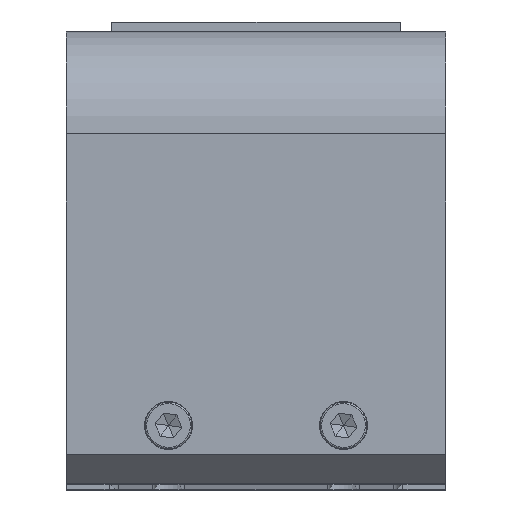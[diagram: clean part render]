
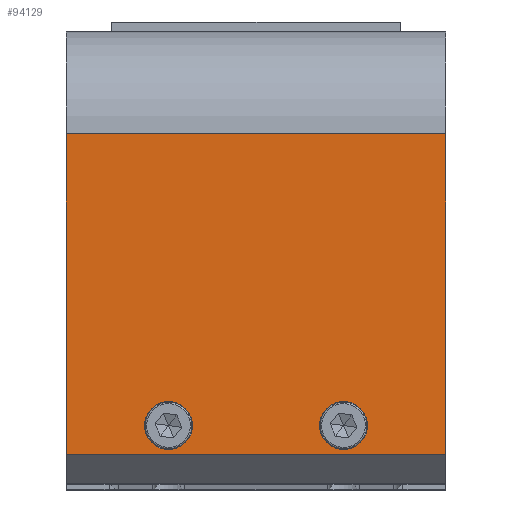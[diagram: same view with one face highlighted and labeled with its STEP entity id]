
A CAD part, top view. The second image highlights one B-rep face of the part: STEP entity #94129.
In plain terms, the highlighted planar face has unit normal (0, 0, 1).
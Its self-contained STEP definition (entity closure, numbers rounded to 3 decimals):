
#12767 = CARTESIAN_POINT ( 'NONE',  ( 105.217, 207.762, 762.525 ) ) ;
#14228 = DIRECTION ( 'NONE',  ( -1., 0., 0. ) ) ;
#18367 = FACE_OUTER_BOUND ( 'NONE', #90549, .T. ) ;
#19724 = CARTESIAN_POINT ( 'NONE',  ( 173.467, 207.762, 762.525 ) ) ;
#22639 = EDGE_CURVE ( 'NONE', #107857, #27805, #144893, .T. ) ;
#23042 = ORIENTED_EDGE ( 'NONE', *, *, #45648, .F. ) ;
#23291 = DIRECTION ( 'NONE',  ( 0., 0., -1. ) ) ;
#25281 = VERTEX_POINT ( 'NONE', #77343 ) ;
#25470 = EDGE_CURVE ( 'NONE', #32733, #85129, #75477, .T. ) ;
#27805 = VERTEX_POINT ( 'NONE', #12767 ) ;
#31049 = ORIENTED_EDGE ( 'NONE', *, *, #22639, .F. ) ;
#32733 = VERTEX_POINT ( 'NONE', #142301 ) ;
#33215 = CIRCLE ( 'NONE', #121995, 8.25 ) ;
#35770 = CARTESIAN_POINT ( 'NONE',  ( 173.467, 207.762, 762.525 ) ) ;
#36509 = CARTESIAN_POINT ( 'NONE',  ( 121.717, 207.762, 762.525 ) ) ;
#37004 = VECTOR ( 'NONE', #37642, 1000. ) ;
#37642 = DIRECTION ( 'NONE',  ( 0., -1., 0. ) ) ;
#40940 = VERTEX_POINT ( 'NONE', #92466 ) ;
#42881 = DIRECTION ( 'NONE',  ( 1., 0., 0. ) ) ;
#43257 = EDGE_CURVE ( 'NONE', #27805, #107857, #157232, .T. ) ;
#43703 = CARTESIAN_POINT ( 'NONE',  ( 113.467, 207.762, 762.525 ) ) ;
#45648 = EDGE_CURVE ( 'NONE', #123516, #147824, #160469, .T. ) ;
#47281 = VECTOR ( 'NONE', #14228, 1000. ) ;
#47615 = ORIENTED_EDGE ( 'NONE', *, *, #43257, .F. ) ;
#47655 = DIRECTION ( 'NONE',  ( 0., 0., 1. ) ) ;
#48347 = DIRECTION ( 'NONE',  ( 1., 0., 0. ) ) ;
#51962 = ORIENTED_EDGE ( 'NONE', *, *, #116074, .F. ) ;
#53237 = CARTESIAN_POINT ( 'NONE',  ( 113.467, 207.762, 762.525 ) ) ;
#61392 = CARTESIAN_POINT ( 'NONE',  ( 78.467, 197.762, 762.525 ) ) ;
#62876 = CARTESIAN_POINT ( 'NONE',  ( 78.467, 197.762, 762.525 ) ) ;
#63994 = ORIENTED_EDGE ( 'NONE', *, *, #112661, .F. ) ;
#64589 = CARTESIAN_POINT ( 'NONE',  ( 208.467, 307.762, 762.525 ) ) ;
#64769 = CARTESIAN_POINT ( 'NONE',  ( 208.467, 197.762, 762.525 ) ) ;
#70191 = EDGE_LOOP ( 'NONE', ( #31049, #47615 ) ) ;
#70375 = CARTESIAN_POINT ( 'NONE',  ( 208.467, 197.762, 762.525 ) ) ;
#72845 = VECTOR ( 'NONE', #137361, 1000. ) ;
#75477 = LINE ( 'NONE', #62876, #37004 ) ;
#76340 = DIRECTION ( 'NONE',  ( -1., 0., 0. ) ) ;
#76700 = LINE ( 'NONE', #86142, #72845 ) ;
#76926 = AXIS2_PLACEMENT_3D ( 'NONE', #19724, #98958, #162847 ) ;
#77343 = CARTESIAN_POINT ( 'NONE',  ( 181.717, 207.762, 762.525 ) ) ;
#82389 = FACE_BOUND ( 'NONE', #70191, .T. ) ;
#83993 = ORIENTED_EDGE ( 'NONE', *, *, #25470, .T. ) ;
#85129 = VERTEX_POINT ( 'NONE', #61392 ) ;
#85465 = DIRECTION ( 'NONE',  ( 0., 0., 1. ) ) ;
#86142 = CARTESIAN_POINT ( 'NONE',  ( 208.467, 307.762, 762.525 ) ) ;
#90549 = EDGE_LOOP ( 'NONE', ( #83993, #51962, #23042, #127407 ) ) ;
#92466 = CARTESIAN_POINT ( 'NONE',  ( 165.217, 207.762, 762.525 ) ) ;
#94129 = ADVANCED_FACE ( 'NONE', ( #82389, #133685, #18367 ), #159781, .F. ) ;
#95804 = DIRECTION ( 'NONE',  ( 0., -1., 0. ) ) ;
#95968 = DIRECTION ( 'NONE',  ( 0., 0., 1. ) ) ;
#98958 = DIRECTION ( 'NONE',  ( 0., 0., 1. ) ) ;
#102771 = LINE ( 'NONE', #142256, #47281 ) ;
#103455 = AXIS2_PLACEMENT_3D ( 'NONE', #53237, #47655, #151997 ) ;
#107857 = VERTEX_POINT ( 'NONE', #36509 ) ;
#112661 = EDGE_CURVE ( 'NONE', #25281, #40940, #33215, .T. ) ;
#116074 = EDGE_CURVE ( 'NONE', #147824, #85129, #102771, .T. ) ;
#121995 = AXIS2_PLACEMENT_3D ( 'NONE', #35770, #85465, #48347 ) ;
#123516 = VERTEX_POINT ( 'NONE', #64589 ) ;
#127407 = ORIENTED_EDGE ( 'NONE', *, *, #142460, .T. ) ;
#128467 = EDGE_CURVE ( 'NONE', #40940, #25281, #149487, .T. ) ;
#129648 = AXIS2_PLACEMENT_3D ( 'NONE', #138640, #23291, #76340 ) ;
#133685 = FACE_BOUND ( 'NONE', #142218, .T. ) ;
#137361 = DIRECTION ( 'NONE',  ( -1., 0., 0. ) ) ;
#138640 = CARTESIAN_POINT ( 'NONE',  ( 208.467, 197.762, 762.525 ) ) ;
#142218 = EDGE_LOOP ( 'NONE', ( #63994, #147728 ) ) ;
#142256 = CARTESIAN_POINT ( 'NONE',  ( 208.467, 197.762, 762.525 ) ) ;
#142301 = CARTESIAN_POINT ( 'NONE',  ( 78.467, 307.762, 762.525 ) ) ;
#142460 = EDGE_CURVE ( 'NONE', #123516, #32733, #76700, .T. ) ;
#144893 = CIRCLE ( 'NONE', #147497, 8.25 ) ;
#147497 = AXIS2_PLACEMENT_3D ( 'NONE', #43703, #95968, #42881 ) ;
#147728 = ORIENTED_EDGE ( 'NONE', *, *, #128467, .F. ) ;
#147824 = VERTEX_POINT ( 'NONE', #64769 ) ;
#149487 = CIRCLE ( 'NONE', #76926, 8.25 ) ;
#151997 = DIRECTION ( 'NONE',  ( 1., 0., 0. ) ) ;
#153697 = VECTOR ( 'NONE', #95804, 1000. ) ;
#157232 = CIRCLE ( 'NONE', #103455, 8.25 ) ;
#159781 = PLANE ( 'NONE',  #129648 ) ;
#160469 = LINE ( 'NONE', #70375, #153697 ) ;
#162847 = DIRECTION ( 'NONE',  ( 1., 0., 0. ) ) ;
